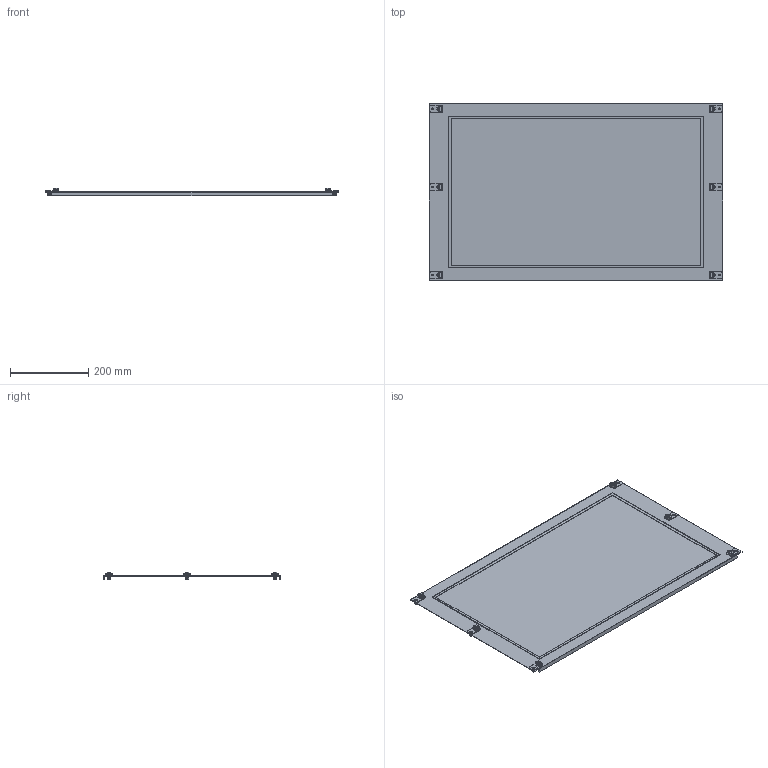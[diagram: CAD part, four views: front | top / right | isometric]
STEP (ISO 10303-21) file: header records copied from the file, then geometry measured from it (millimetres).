
FILE_DESCRIPTION((''),'2;1');
FILE_NAME('001340058_CP_2_3_PF_ASM','2023-01-23T10:27:39',('klemen.sitar'),('Audax d.o.o.'),'CREO PARAMETRIC BY PTC INC, 2021304','CREO PARAMETRIC BY PTC INC, 2021304','');
FILE_SCHEMA(('AP242_MANAGED_MODEL_BASED_3D_ENGINEERING_MIM_LF { 1 0 10303 442 1 1 4 }'));
Products named in the file (25): PRT0002_1_1_1_1_1_1_1_1_1_1_1_1; PRT0002_1_1_1_1_2_1_1_1_1_1_1_1; PRT0003_1_1_1_1_1_2_3_1_1_1_1_1; 001101443_CP_1_3_F_ASM_1_ASM_1__ASM; PRT0002_1_1_1_1_1_1_2_3_1_1_1_3; PRT0003_1_1_1_1_1_1_2_3_1_1_1_3; BLACK_PIN_ASM_1_ASM_1_ASM_1_A_8_ASM; PRT0002_1_1_1_1_1_1; PRT0002_1_1_1_1_1_1_2_1_1_-2688; PRT0003_1_1_1_1_1_1_2_1_1_-4659; BLACK_PIN_ASM_1_ASM_1_ASM_1_A_5_ASM; PRT0002_1_1_1_1_2_3_1_1_1_1_1_2; PRT0003_1_1_1_1_1_1_2_3_4_5_1_2; 001101443_CP_1_3_F_ASM_1_ASM__3_ASM; PRT0002_1_1_1_1_1_1_2_1_1-176_1; PRT0003_1_1_1_1_1_1_2_1_1-196_1; BLACK_PIN_ASM_1_ASM_1_ASM_1_A_6_ASM; PRT0002_1_1_1_1_1_1_2_3_1_1_1_4; PRT0003_1_1_1_1_1_1_2_3_1_1_1_4; BLACK_PIN_ASM_1_ASM_1_ASM_1_A_7_ASM; 001340057_CP_1_4_3_PF_ASM_1_1_1_ASM; ASM0001_ASM_1_1_ASM; 001340057_CP_1_4_3_PF_ASM_1_1_ASM; ASM0001_ASM; 001340058_CP_2_3_PF_ASM
Assembly tree (24 placements, depth 7):
  001340058_CP_2_3_PF_ASM
    PRT0002_1_1_1_1_1_1_1_1_1_1_1_1
    001101443_CP_1_3_F_ASM_1_ASM_1__ASM
      PRT0002_1_1_1_1_2_1_1_1_1_1_1_1
      PRT0003_1_1_1_1_1_2_3_1_1_1_1_1
    BLACK_PIN_ASM_1_ASM_1_ASM_1_A_8_ASM
      PRT0002_1_1_1_1_1_1_2_3_1_1_1_3
      PRT0003_1_1_1_1_1_1_2_3_1_1_1_3
    PRT0002_1_1_1_1_1_1
    BLACK_PIN_ASM_1_ASM_1_ASM_1_A_5_ASM
      PRT0002_1_1_1_1_1_1_2_1_1_-2688
      PRT0003_1_1_1_1_1_1_2_1_1_-4659
    ASM0001_ASM
      001340057_CP_1_4_3_PF_ASM_1_1_ASM
        ASM0001_ASM_1_1_ASM
          001340057_CP_1_4_3_PF_ASM_1_1_1_ASM
            001101443_CP_1_3_F_ASM_1_ASM__3_ASM
              PRT0002_1_1_1_1_2_3_1_1_1_1_1_2
              PRT0003_1_1_1_1_1_1_2_3_4_5_1_2
            BLACK_PIN_ASM_1_ASM_1_ASM_1_A_6_ASM
              PRT0002_1_1_1_1_1_1_2_1_1-176_1
              PRT0003_1_1_1_1_1_1_2_1_1-196_1
            BLACK_PIN_ASM_1_ASM_1_ASM_1_A_7_ASM
              PRT0002_1_1_1_1_1_1_2_3_1_1_1_4
              PRT0003_1_1_1_1_1_1_2_3_1_1_1_4
Bounding box: 750 x 450 x 18.6 mm (x, y, z)
Volume: 385430.7 mm3; surface area: 760848.2 mm2
Topology: 14 solids, 14 shells, 538 faces, 2282 edges, 2532 vertices
Faces by surface type: plane 347, cylinder 179, cone 12
Entity records: 64526 total; most frequent: PRESENTATION_LAYER_ASSIGNMENT 16236, CARTESIAN_POINT 5402, DIRECTION 4790, PRESENTATION_STYLE_ASSIGNMENT 3120, STYLED_ITEM 3120, CURVE_STYLE 3101, ORIENTED_EDGE 3060, VECTOR 1660
